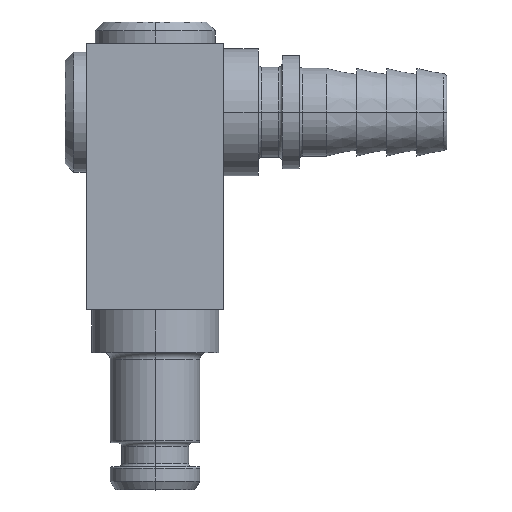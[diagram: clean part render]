
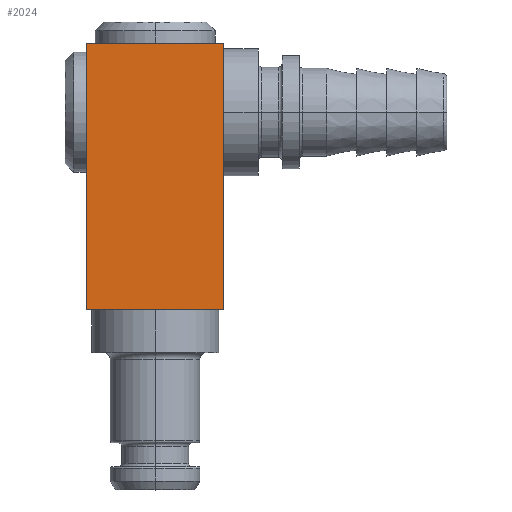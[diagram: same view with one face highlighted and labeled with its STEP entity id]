
A CAD part, top view. The second image highlights one B-rep face of the part: STEP entity #2024.
In plain terms, the highlighted planar face has unit normal (0, 0, 1).
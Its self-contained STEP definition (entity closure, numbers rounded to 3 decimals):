
#53 = VECTOR ( 'NONE', #2293, 1000. ) ;
#71 = CARTESIAN_POINT ( 'NONE',  ( 8., -8., 7.5 ) ) ;
#103 = LINE ( 'NONE', #1453, #1717 ) ;
#135 = AXIS2_PLACEMENT_3D ( 'NONE', #474, #2250, #1702 ) ;
#162 = ORIENTED_EDGE ( 'NONE', *, *, #1408, .T. ) ;
#163 = CARTESIAN_POINT ( 'NONE',  ( -8., 8., 7.5 ) ) ;
#172 = CARTESIAN_POINT ( 'NONE',  ( -8., -23., 7.5 ) ) ;
#185 = ORIENTED_EDGE ( 'NONE', *, *, #302, .T. ) ;
#231 = VERTEX_POINT ( 'NONE', #172 ) ;
#302 = EDGE_CURVE ( 'NONE', #785, #2154, #103, .T. ) ;
#319 = PLANE ( 'NONE',  #135 ) ;
#380 = DIRECTION ( 'NONE',  ( 0., -1., 0. ) ) ;
#474 = CARTESIAN_POINT ( 'NONE',  ( 0., 0., 7.5 ) ) ;
#515 = LINE ( 'NONE', #1460, #53 ) ;
#564 = ORIENTED_EDGE ( 'NONE', *, *, #1761, .T. ) ;
#723 = LINE ( 'NONE', #1763, #1537 ) ;
#785 = VERTEX_POINT ( 'NONE', #1316 ) ;
#840 = CARTESIAN_POINT ( 'NONE',  ( 8., -23., 7.5 ) ) ;
#1316 = CARTESIAN_POINT ( 'NONE',  ( 8., 8., 7.5 ) ) ;
#1355 = VERTEX_POINT ( 'NONE', #840 ) ;
#1408 = EDGE_CURVE ( 'NONE', #2154, #231, #723, .T. ) ;
#1422 = EDGE_LOOP ( 'NONE', ( #185, #162, #1810, #564 ) ) ;
#1453 = CARTESIAN_POINT ( 'NONE',  ( -10.5, 8., 7.5 ) ) ;
#1460 = CARTESIAN_POINT ( 'NONE',  ( 0., -23., 7.5 ) ) ;
#1500 = EDGE_CURVE ( 'NONE', #231, #1355, #515, .T. ) ;
#1537 = VECTOR ( 'NONE', #380, 1000. ) ;
#1610 = DIRECTION ( 'NONE',  ( -1., 0., 0. ) ) ;
#1648 = VECTOR ( 'NONE', #2191, 1000. ) ;
#1702 = DIRECTION ( 'NONE',  ( -1., 0., 0. ) ) ;
#1717 = VECTOR ( 'NONE', #1610, 1000. ) ;
#1725 = LINE ( 'NONE', #71, #1648 ) ;
#1761 = EDGE_CURVE ( 'NONE', #1355, #785, #1725, .T. ) ;
#1763 = CARTESIAN_POINT ( 'NONE',  ( -8., -44., 7.5 ) ) ;
#1810 = ORIENTED_EDGE ( 'NONE', *, *, #1500, .T. ) ;
#1884 = FACE_OUTER_BOUND ( 'NONE', #1422, .T. ) ;
#2024 = ADVANCED_FACE ( 'NONE', ( #1884 ), #319, .F. ) ;
#2154 = VERTEX_POINT ( 'NONE', #163 ) ;
#2191 = DIRECTION ( 'NONE',  ( 0., 1., 0. ) ) ;
#2250 = DIRECTION ( 'NONE',  ( 0., 0., -1. ) ) ;
#2293 = DIRECTION ( 'NONE',  ( 1., 0., 0. ) ) ;
